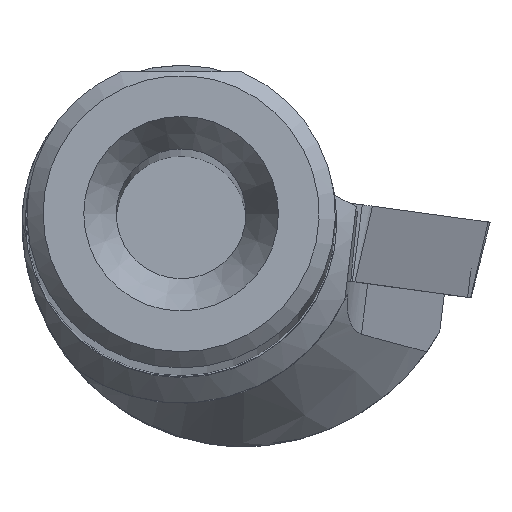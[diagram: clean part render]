
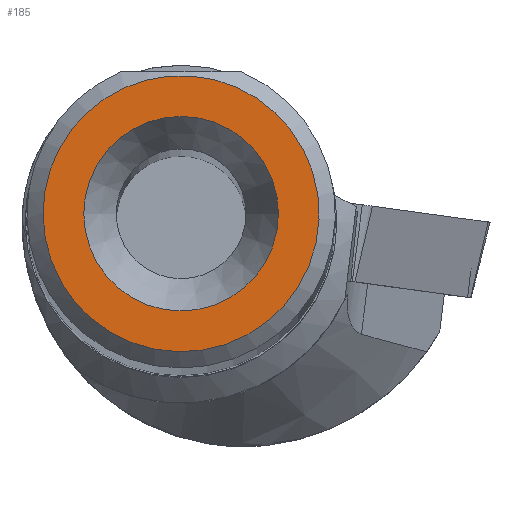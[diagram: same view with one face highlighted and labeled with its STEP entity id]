
A CAD part, top view. The second image highlights one B-rep face of the part: STEP entity #185.
In plain terms, the highlighted planar face has unit normal (0, 0, 1).
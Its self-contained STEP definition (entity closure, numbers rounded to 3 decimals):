
#185=ADVANCED_FACE('',(#335,#336),#217,.T.);
#217=PLANE('',#981);
#335=FACE_BOUND('',#388,.T.);
#336=FACE_BOUND('',#389,.T.);
#388=EDGE_LOOP('',(#548));
#389=EDGE_LOOP('',(#549));
#548=ORIENTED_EDGE('',*,*,#782,.T.);
#549=ORIENTED_EDGE('',*,*,#780,.F.);
#689=VERTEX_POINT('',#1602);
#690=VERTEX_POINT('',#1611);
#780=EDGE_CURVE('',#689,#689,#829,.T.);
#782=EDGE_CURVE('',#690,#690,#830,.T.);
#829=CIRCLE('',#978,4.256);
#830=CIRCLE('',#980,3.);
#978=AXIS2_PLACEMENT_3D('',#1601,#1170,#1171);
#980=AXIS2_PLACEMENT_3D('',#1610,#1174,#1175);
#981=AXIS2_PLACEMENT_3D('',#1612,#1176,#1177);
#1170=DIRECTION('',(0.,0.,-1.));
#1171=DIRECTION('',(-1.,0.,0.));
#1174=DIRECTION('',(0.,0.,-1.));
#1175=DIRECTION('',(-1.,0.,0.));
#1176=DIRECTION('',(0.,0.,1.));
#1177=DIRECTION('',(-1.,0.,0.));
#1601=CARTESIAN_POINT('',(0.,0.,0.));
#1602=CARTESIAN_POINT('',(-4.256,0.,0.));
#1610=CARTESIAN_POINT('',(0.,0.,0.));
#1611=CARTESIAN_POINT('',(-3.,0.,0.));
#1612=CARTESIAN_POINT('',(0.,0.,0.));
